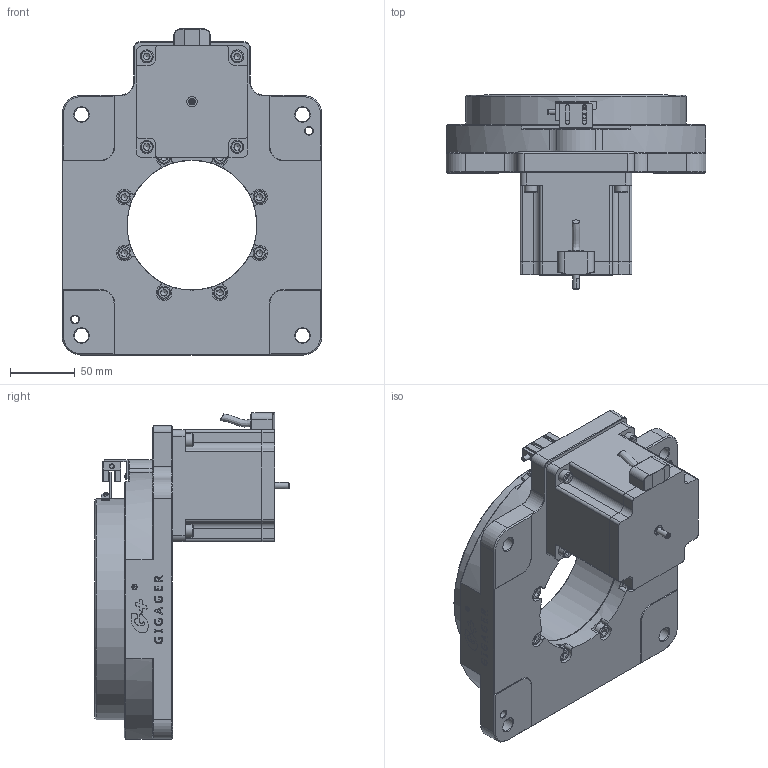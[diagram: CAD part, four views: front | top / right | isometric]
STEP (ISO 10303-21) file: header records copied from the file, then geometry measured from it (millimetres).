
FILE_DESCRIPTION (( 'STEP AP203' ), '1' );
FILE_NAME ('GSN200-18K-OS.step', '2021-06-01T02:24:28', ( 'Microsoft' ), ( 'Microsoft' ), 'SwSTEP 2.0', 'SolidWorks 2019', '' );
FILE_SCHEMA (( 'CONFIG_CONTROL_DESIGN' ));
Length unit declared in the file: millimetre
Products named in the file (1): GSN200-18K-OS
Bounding box: 200 x 149.4 x 251 mm (x, y, z)
Volume: 1749666.6 mm3; surface area: 309342.6 mm2
Topology: 30 solids, 30 shells, 1153 faces, 2803 edges, 1782 vertices
Faces by surface type: plane 568, cylinder 284, cone 161, bspline 112, torus 24, sphere 4
Full cylindrical faces by diameter (mm): 1.5 x2, 2 x4, 2.05 x4, 3 x4, 3.5 x6, 4 x4, 5 x29, 6 x22, 6.5 x8, 7.6 x4, 8 x3, 10 x12, 11 x4, 11.93 x1, 14.8 x2, 15 x2, 17.6 x2, 18 x3, 30 x1, 70 x2, 100 x2, 125 x2, 131.6 x1, 135.5 x1, 155 x1, 170 x2, 173.754 x2, 178.581 x1, 185 x1, 186.163 x1
Entity records: 37418 total; most frequent: CARTESIAN_POINT 12193, DIRECTION 5008, ORIENTED_EDGE 4890, EDGE_CURVE 2445, AXIS2_PLACEMENT_3D 1859, VERTEX_POINT 1712, EDGE_LOOP 1593, FACE_OUTER_BOUND 1310
